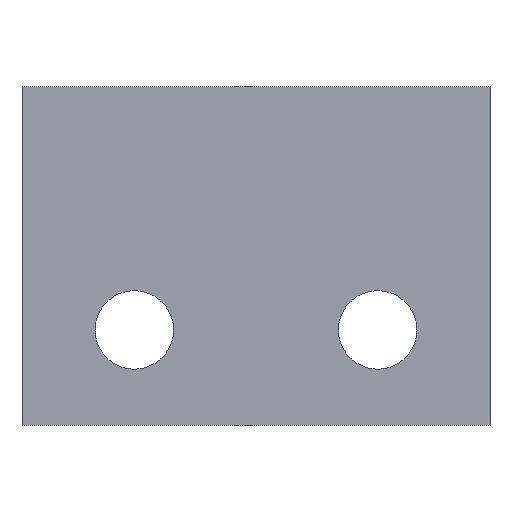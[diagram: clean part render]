
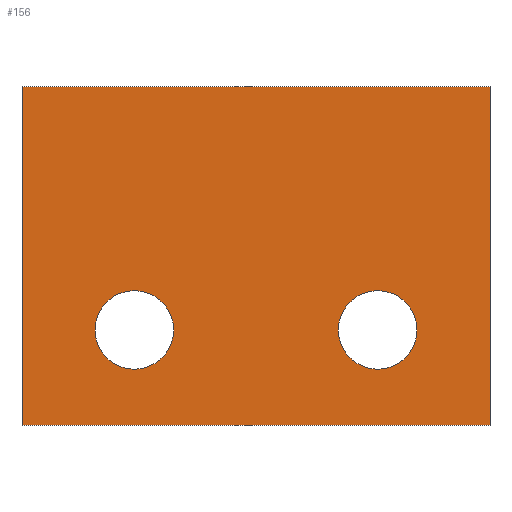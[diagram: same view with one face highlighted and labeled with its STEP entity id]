
A CAD part, front view. The second image highlights one B-rep face of the part: STEP entity #156.
In plain terms, the highlighted planar face has unit normal (0, -1, 0).
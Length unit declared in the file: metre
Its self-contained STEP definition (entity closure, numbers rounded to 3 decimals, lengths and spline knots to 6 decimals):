
#16=LINE('',#247,#28);
#17=LINE('',#250,#29);
#18=LINE('',#252,#30);
#19=LINE('',#254,#31);
#28=VECTOR('',#203,1.);
#29=VECTOR('',#204,1.);
#30=VECTOR('',#205,1.);
#31=VECTOR('',#206,1.);
#40=ORIENTED_EDGE('',*,*,#76,.T.);
#41=ORIENTED_EDGE('',*,*,#77,.T.);
#42=ORIENTED_EDGE('',*,*,#78,.F.);
#43=ORIENTED_EDGE('',*,*,#79,.T.);
#44=ORIENTED_EDGE('',*,*,#80,.T.);
#45=ORIENTED_EDGE('',*,*,#81,.F.);
#76=EDGE_CURVE('',#94,#94,#108,.T.);
#77=EDGE_CURVE('',#95,#95,#109,.T.);
#78=EDGE_CURVE('',#96,#97,#16,.T.);
#79=EDGE_CURVE('',#96,#98,#17,.T.);
#80=EDGE_CURVE('',#98,#99,#18,.T.);
#81=EDGE_CURVE('',#97,#99,#19,.T.);
#94=VERTEX_POINT('',#244);
#95=VERTEX_POINT('',#246);
#96=VERTEX_POINT('',#248);
#97=VERTEX_POINT('',#249);
#98=VERTEX_POINT('',#251);
#99=VERTEX_POINT('',#253);
#108=CIRCLE('',#180,0.0021);
#109=CIRCLE('',#181,0.0021);
#114=EDGE_LOOP('',(#40));
#115=EDGE_LOOP('',(#41));
#116=EDGE_LOOP('',(#42,#43,#44,#45));
#132=FACE_BOUND('',#114,.T.);
#133=FACE_BOUND('',#115,.T.);
#134=FACE_BOUND('',#116,.T.);
#150=PLANE('',#179);
#156=ADVANCED_FACE('',(#132,#133,#134),#150,.F.);
#179=AXIS2_PLACEMENT_3D('',#242,#197,#198);
#180=AXIS2_PLACEMENT_3D('',#243,#199,#200);
#181=AXIS2_PLACEMENT_3D('',#245,#201,#202);
#197=DIRECTION('',(0.,1.,0.));
#198=DIRECTION('',(0.,0.,1.));
#199=DIRECTION('',(0.,1.,0.));
#200=DIRECTION('',(0.,0.,1.));
#201=DIRECTION('',(0.,1.,0.));
#202=DIRECTION('',(0.,0.,1.));
#203=DIRECTION('',(0.,0.,-1.));
#204=DIRECTION('',(-1.,0.,0.));
#205=DIRECTION('',(0.,0.,-1.));
#206=DIRECTION('',(-1.,0.,0.));
#242=CARTESIAN_POINT('',(0.012502,0.1149,0.04965));
#243=CARTESIAN_POINT('',(0.0065,0.1149,0.0457));
#244=CARTESIAN_POINT('',(0.0065,0.1149,0.0478));
#245=CARTESIAN_POINT('',(-0.0065,0.1149,0.0457));
#246=CARTESIAN_POINT('',(-0.0065,0.1149,0.0478));
#247=CARTESIAN_POINT('',(0.0125,0.1149,0.04965));
#248=CARTESIAN_POINT('',(0.0125,0.1149,0.0587));
#249=CARTESIAN_POINT('',(0.0125,0.1149,0.0406));
#250=CARTESIAN_POINT('',(0.012502,0.1149,0.0587));
#251=CARTESIAN_POINT('',(-0.0125,0.1149,0.0587));
#252=CARTESIAN_POINT('',(-0.0125,0.1149,0.04965));
#253=CARTESIAN_POINT('',(-0.0125,0.1149,0.0406));
#254=CARTESIAN_POINT('',(0.012502,0.1149,0.0406));
